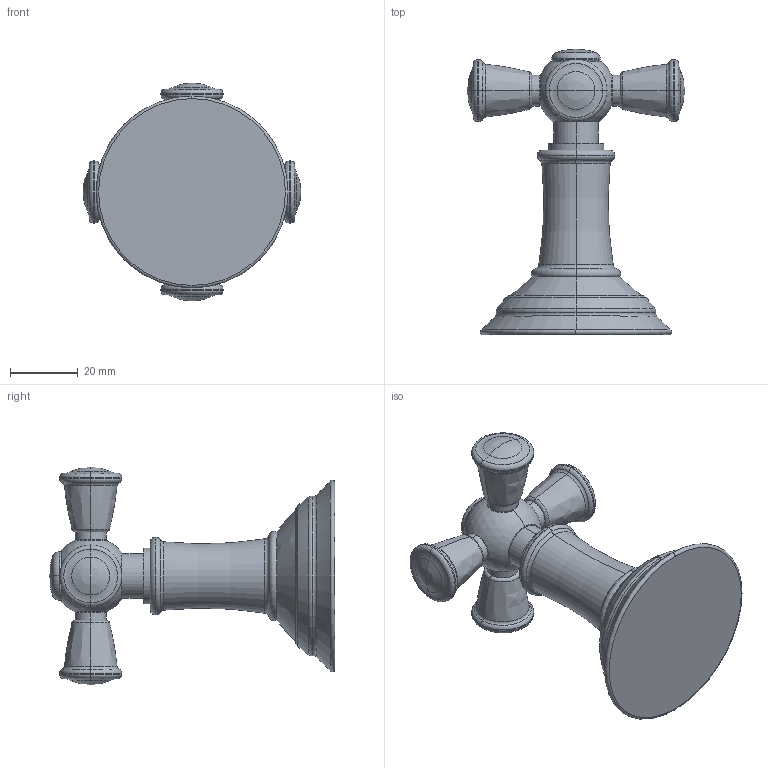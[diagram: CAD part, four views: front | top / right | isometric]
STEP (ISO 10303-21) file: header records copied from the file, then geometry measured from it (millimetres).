
FILE_DESCRIPTION((''),'2;1');
FILE_NAME('3-374','2021-01-01T15:59:58',('jinson.thomas'),(''),'CREO PARAMETRIC BY PTC INC, 2018400','CREO PARAMETRIC BY PTC INC, 2018400','');
FILE_SCHEMA(('CONFIG_CONTROL_DESIGN'));
Length unit declared in the file: inch
Products named in the file (1): 3-374
Bounding box: 64.21 x 84.09 x 64.21 mm (x, y, z)
Volume: 58498.2 mm3; surface area: 14687.2 mm2
Topology: 1 solids, 1 shells, 131 faces, 272 edges, 141 vertices
Faces by surface type: torus 76, cylinder 24, sphere 12, bspline 10, plane 7, cone 2
Entity records: 3574 total; most frequent: DIRECTION 740, CARTESIAN_POINT 684, ORIENTED_EDGE 524, AXIS2_PLACEMENT_3D 357, EDGE_CURVE 262, CIRCLE 236, VERTEX_POINT 141, EDGE_LOOP 139
